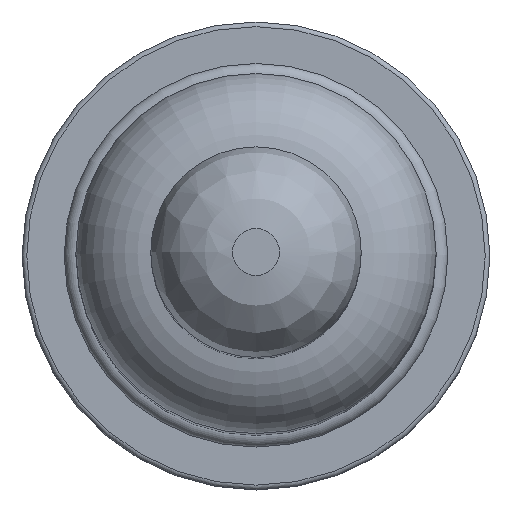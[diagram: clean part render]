
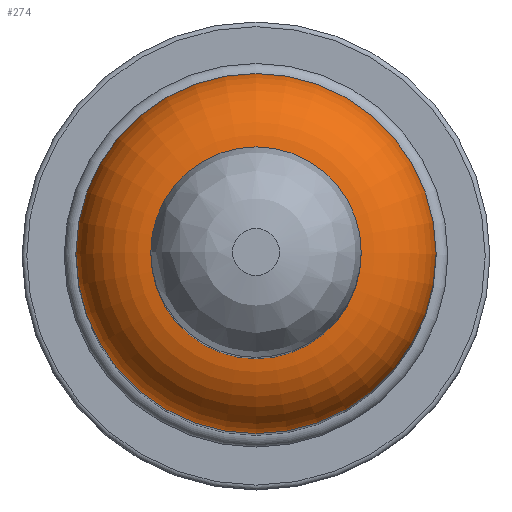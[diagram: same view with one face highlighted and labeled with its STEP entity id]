
A CAD part, top view. The second image highlights one B-rep face of the part: STEP entity #274.
In plain terms, the highlighted toroidal (fillet/blend) face has major radius 0.42 mm and minor radius 0.35 mm.
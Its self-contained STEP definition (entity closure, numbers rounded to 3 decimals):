
#158 = EDGE_CURVE('',#159,#161,#163,.T.);
#159 = VERTEX_POINT('',#160);
#160 = CARTESIAN_POINT('',(0.77,0.,6.151));
#161 = VERTEX_POINT('',#162);
#162 = CARTESIAN_POINT('',(-0.77,0.,6.151));
#163 = CIRCLE('',#164,0.77);
#164 = AXIS2_PLACEMENT_3D('',#165,#166,#167);
#165 = CARTESIAN_POINT('',(0.,0.,6.151));
#166 = DIRECTION('',(0.,0.,1.));
#167 = DIRECTION('',(-1.,0.,0.));
#169 = EDGE_CURVE('',#161,#159,#170,.T.);
#170 = CIRCLE('',#171,0.77);
#171 = AXIS2_PLACEMENT_3D('',#172,#173,#174);
#172 = CARTESIAN_POINT('',(0.,0.,6.151));
#173 = DIRECTION('',(0.,0.,1.));
#174 = DIRECTION('',(-1.,0.,0.));
#274 = ADVANCED_FACE('',(#275),#305,.T.);
#275 = FACE_BOUND('',#276,.T.);
#276 = EDGE_LOOP('',(#277,#278,#279,#288,#297,#304));
#277 = ORIENTED_EDGE('',*,*,#158,.T.);
#278 = ORIENTED_EDGE('',*,*,#169,.T.);
#279 = ORIENTED_EDGE('',*,*,#280,.T.);
#280 = EDGE_CURVE('',#159,#281,#283,.T.);
#281 = VERTEX_POINT('',#282);
#282 = CARTESIAN_POINT('',(0.45,0.,6.5));
#283 = CIRCLE('',#284,0.35);
#284 = AXIS2_PLACEMENT_3D('',#285,#286,#287);
#285 = CARTESIAN_POINT('',(0.42,0.,6.151));
#286 = DIRECTION('',(0.,-1.,0.));
#287 = DIRECTION('',(1.,0.,0.));
#288 = ORIENTED_EDGE('',*,*,#289,.T.);
#289 = EDGE_CURVE('',#281,#290,#292,.T.);
#290 = VERTEX_POINT('',#291);
#291 = CARTESIAN_POINT('',(-0.45,0.,6.5));
#292 = CIRCLE('',#293,0.45);
#293 = AXIS2_PLACEMENT_3D('',#294,#295,#296);
#294 = CARTESIAN_POINT('',(0.,0.,6.5));
#295 = DIRECTION('',(0.,0.,-1.));
#296 = DIRECTION('',(1.,0.,0.));
#297 = ORIENTED_EDGE('',*,*,#298,.T.);
#298 = EDGE_CURVE('',#290,#281,#299,.T.);
#299 = CIRCLE('',#300,0.45);
#300 = AXIS2_PLACEMENT_3D('',#301,#302,#303);
#301 = CARTESIAN_POINT('',(0.,0.,6.5));
#302 = DIRECTION('',(0.,0.,-1.));
#303 = DIRECTION('',(1.,0.,0.));
#304 = ORIENTED_EDGE('',*,*,#280,.F.);
#305 = TOROIDAL_SURFACE('',#306,0.42,0.35);
#306 = AXIS2_PLACEMENT_3D('',#307,#308,#309);
#307 = CARTESIAN_POINT('',(0.,0.,6.151));
#308 = DIRECTION('',(0.,0.,-1.));
#309 = DIRECTION('',(-1.,0.,0.));
